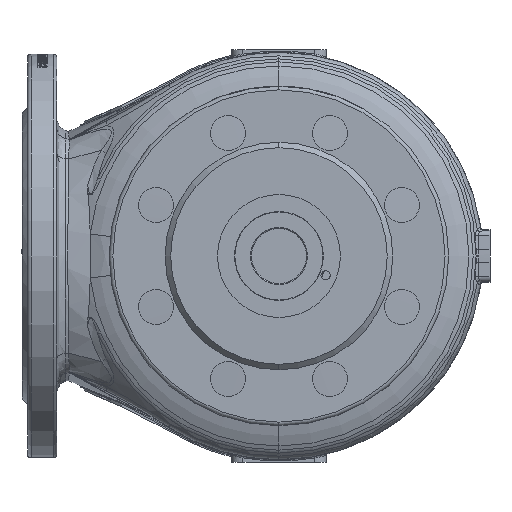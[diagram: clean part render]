
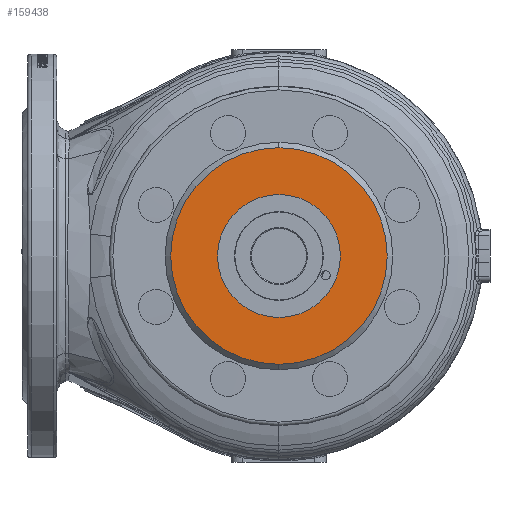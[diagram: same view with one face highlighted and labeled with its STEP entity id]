
A CAD part, front view. The second image highlights one B-rep face of the part: STEP entity #159438.
In plain terms, the highlighted planar face has unit normal (0, -1, 0).
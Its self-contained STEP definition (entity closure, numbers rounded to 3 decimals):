
#2875 = AXIS2_PLACEMENT_3D ( 'NONE', #63177, #133880, #13307 ) ;
#9246 = AXIS2_PLACEMENT_3D ( 'NONE', #198835, #217388, #201119 ) ;
#10900 = VERTEX_POINT ( 'NONE', #204451 ) ;
#13045 = DIRECTION ( 'NONE',  ( 0., 1., 0. ) ) ;
#13240 = CARTESIAN_POINT ( 'NONE',  ( 0., -170., -59. ) ) ;
#13307 = DIRECTION ( 'NONE',  ( 1., 0., 0. ) ) ;
#13312 = EDGE_CURVE ( 'NONE', #54117, #10900, #153654, .T. ) ;
#21524 = EDGE_CURVE ( 'NONE', #10900, #54117, #73216, .T. ) ;
#26976 = AXIS2_PLACEMENT_3D ( 'NONE', #151376, #204763, #45892 ) ;
#36323 = ORIENTED_EDGE ( 'NONE', *, *, #105551, .F. ) ;
#38521 = EDGE_LOOP ( 'NONE', ( #167478, #36323 ) ) ;
#44130 = CARTESIAN_POINT ( 'NONE',  ( 0., -170., 59. ) ) ;
#45892 = DIRECTION ( 'NONE',  ( 1., 0., 0. ) ) ;
#48734 = DIRECTION ( 'NONE',  ( 0., -1., 0. ) ) ;
#54117 = VERTEX_POINT ( 'NONE', #140975 ) ;
#63177 = CARTESIAN_POINT ( 'NONE',  ( 0., -170., 0. ) ) ;
#64475 = CIRCLE ( 'NONE', #194040, 59. ) ;
#66101 = PLANE ( 'NONE',  #69811 ) ;
#69811 = AXIS2_PLACEMENT_3D ( 'NONE', #153042, #48734, #190099 ) ;
#73216 = CIRCLE ( 'NONE', #2875, 33.5 ) ;
#78758 = CIRCLE ( 'NONE', #26976, 59. ) ;
#82360 = FACE_BOUND ( 'NONE', #214675, .T. ) ;
#82640 = EDGE_CURVE ( 'NONE', #211830, #109702, #78758, .T. ) ;
#100023 = CARTESIAN_POINT ( 'NONE',  ( 0., -170., 0. ) ) ;
#105551 = EDGE_CURVE ( 'NONE', #109702, #211830, #64475, .T. ) ;
#109702 = VERTEX_POINT ( 'NONE', #13240 ) ;
#133880 = DIRECTION ( 'NONE',  ( 0., 1., 0. ) ) ;
#140975 = CARTESIAN_POINT ( 'NONE',  ( 0., -170., -33.5 ) ) ;
#151376 = CARTESIAN_POINT ( 'NONE',  ( 0., -170., 0. ) ) ;
#153042 = CARTESIAN_POINT ( 'NONE',  ( 0., -170., 0. ) ) ;
#153654 = CIRCLE ( 'NONE', #9246, 33.5 ) ;
#159438 = ADVANCED_FACE ( 'NONE', ( #193547, #82360 ), #66101, .T. ) ;
#167478 = ORIENTED_EDGE ( 'NONE', *, *, #82640, .F. ) ;
#187473 = ORIENTED_EDGE ( 'NONE', *, *, #21524, .T. ) ;
#190099 = DIRECTION ( 'NONE',  ( 1., 0., 0. ) ) ;
#193547 = FACE_OUTER_BOUND ( 'NONE', #38521, .T. ) ;
#194040 = AXIS2_PLACEMENT_3D ( 'NONE', #100023, #13045, #221739 ) ;
#198835 = CARTESIAN_POINT ( 'NONE',  ( 0., -170., 0. ) ) ;
#201119 = DIRECTION ( 'NONE',  ( 1., 0., 0. ) ) ;
#204451 = CARTESIAN_POINT ( 'NONE',  ( 0., -170., 33.5 ) ) ;
#204763 = DIRECTION ( 'NONE',  ( 0., 1., 0. ) ) ;
#211198 = ORIENTED_EDGE ( 'NONE', *, *, #13312, .T. ) ;
#211830 = VERTEX_POINT ( 'NONE', #44130 ) ;
#214675 = EDGE_LOOP ( 'NONE', ( #187473, #211198 ) ) ;
#217388 = DIRECTION ( 'NONE',  ( 0., 1., 0. ) ) ;
#221739 = DIRECTION ( 'NONE',  ( 1., 0., 0. ) ) ;
